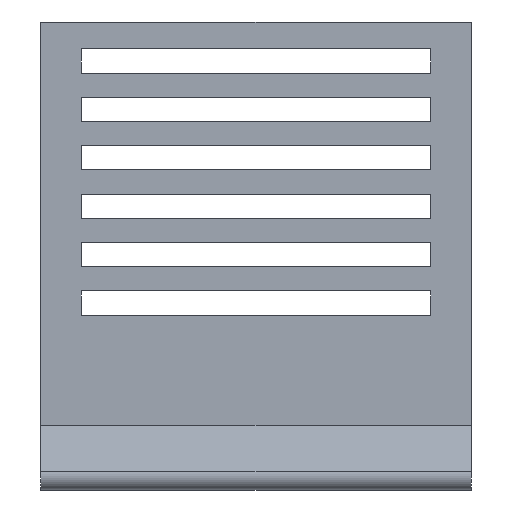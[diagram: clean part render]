
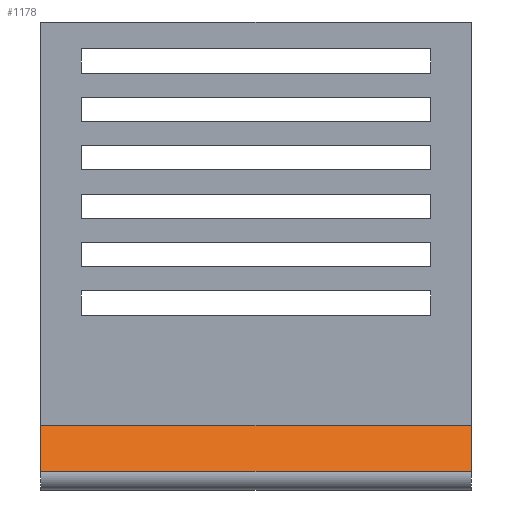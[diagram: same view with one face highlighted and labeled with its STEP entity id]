
A CAD part, front view. The second image highlights one B-rep face of the part: STEP entity #1178.
In plain terms, the highlighted planar face has unit normal (0, -0.928, 0.371).
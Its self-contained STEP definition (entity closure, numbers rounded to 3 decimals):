
#71 = VERTEX_POINT ( 'NONE', #1389 ) ;
#126 = CARTESIAN_POINT ( 'NONE',  ( 10.59, -38.793, 0. ) ) ;
#911 = LINE ( 'NONE', #5330, #1181 ) ;
#930 = VERTEX_POINT ( 'NONE', #1238 ) ;
#1178 = ADVANCED_FACE ( 'NONE', ( #3442 ), #2486, .T. ) ;
#1181 = VECTOR ( 'NONE', #3382, 1000. ) ;
#1238 = CARTESIAN_POINT ( 'NONE',  ( 0., -40.165, -3.429 ) ) ;
#1389 = CARTESIAN_POINT ( 'NONE',  ( -32., -38.793, 0. ) ) ;
#1497 = ORIENTED_EDGE ( 'NONE', *, *, #5353, .T. ) ;
#1832 = DIRECTION ( 'NONE',  ( 1., 0., 0. ) ) ;
#1838 = CARTESIAN_POINT ( 'NONE',  ( 0., -38.793, 0. ) ) ;
#2100 = LINE ( 'NONE', #4130, #2746 ) ;
#2176 = EDGE_CURVE ( 'NONE', #5893, #71, #911, .T. ) ;
#2434 = VECTOR ( 'NONE', #5756, 1000. ) ;
#2486 = PLANE ( 'NONE',  #3793 ) ;
#2746 = VECTOR ( 'NONE', #3663, 1000. ) ;
#2806 = EDGE_CURVE ( 'NONE', #3957, #71, #2100, .T. ) ;
#2930 = EDGE_CURVE ( 'NONE', #5893, #930, #3306, .T. ) ;
#3007 = CARTESIAN_POINT ( 'NONE',  ( 0., -38.793, 0. ) ) ;
#3306 = LINE ( 'NONE', #1838, #2434 ) ;
#3382 = DIRECTION ( 'NONE',  ( -1., 0., 0. ) ) ;
#3442 = FACE_OUTER_BOUND ( 'NONE', #4398, .T. ) ;
#3663 = DIRECTION ( 'NONE',  ( 0., 0.371, 0.928 ) ) ;
#3793 = AXIS2_PLACEMENT_3D ( 'NONE', #126, #6344, #5965 ) ;
#3854 = CARTESIAN_POINT ( 'NONE',  ( 10.59, -40.165, -3.429 ) ) ;
#3957 = VERTEX_POINT ( 'NONE', #5581 ) ;
#4130 = CARTESIAN_POINT ( 'NONE',  ( -32., -38.793, 0. ) ) ;
#4206 = ORIENTED_EDGE ( 'NONE', *, *, #2806, .F. ) ;
#4398 = EDGE_LOOP ( 'NONE', ( #4206, #1497, #5237, #6235 ) ) ;
#5237 = ORIENTED_EDGE ( 'NONE', *, *, #2930, .F. ) ;
#5330 = CARTESIAN_POINT ( 'NONE',  ( 10.59, -38.793, 0. ) ) ;
#5353 = EDGE_CURVE ( 'NONE', #3957, #930, #6322, .T. ) ;
#5581 = CARTESIAN_POINT ( 'NONE',  ( -32., -40.165, -3.429 ) ) ;
#5756 = DIRECTION ( 'NONE',  ( 0., -0.371, -0.928 ) ) ;
#5893 = VERTEX_POINT ( 'NONE', #3007 ) ;
#5965 = DIRECTION ( 'NONE',  ( 0., -0.371, -0.928 ) ) ;
#6132 = VECTOR ( 'NONE', #1832, 1000. ) ;
#6235 = ORIENTED_EDGE ( 'NONE', *, *, #2176, .T. ) ;
#6322 = LINE ( 'NONE', #3854, #6132 ) ;
#6344 = DIRECTION ( 'NONE',  ( 0., -0.928, 0.371 ) ) ;
